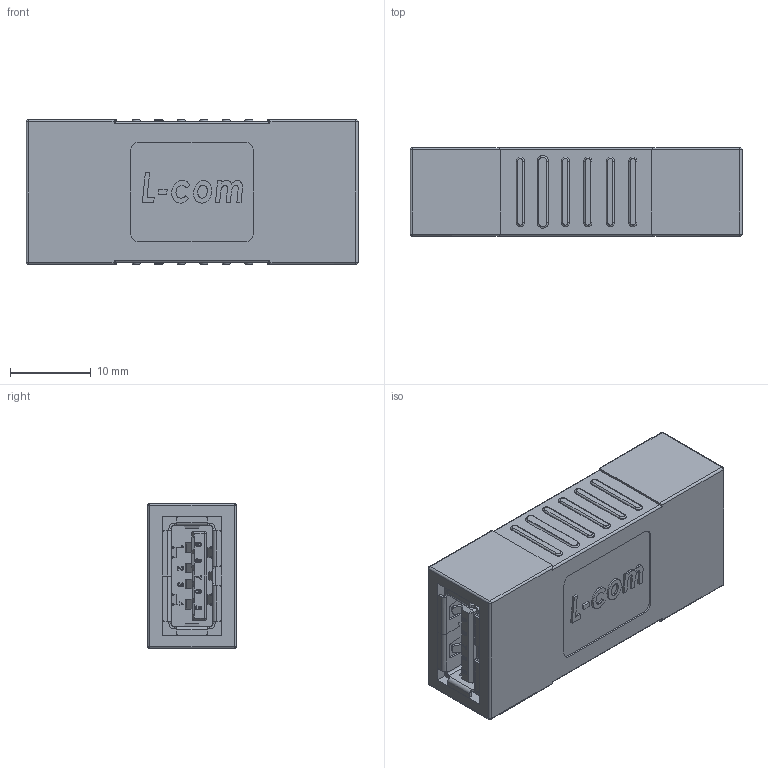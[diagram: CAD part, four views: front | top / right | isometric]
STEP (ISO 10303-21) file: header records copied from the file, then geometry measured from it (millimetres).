
FILE_DESCRIPTION (( 'STEP AP214' ), '1' );
FILE_NAME ('UAD036FF_3D.STEP', '2021-06-17T13:07:03', ( '' ), ( '' ), 'SwSTEP 2.0', 'SolidWorks 2020', '' );
FILE_SCHEMA (( 'AUTOMOTIVE_DESIGN' ));
Length unit declared in the file: inch
Products named in the file (3): UAD036FF-MA1; 1AA05-057-OLD___; UAD036FF_3D
Assembly tree (3 placements, depth 2):
  UAD036FF_3D
    UAD036FF-MA1
    1AA05-057-OLD___  x2
Bounding box: 41.2 x 11 x 17.98 mm (x, y, z)
Volume: 7226.5 mm3; surface area: 7020.6 mm2
Topology: 3 solids, 3 shells, 1631 faces, 4449 edges, 2902 vertices
Faces by surface type: plane 864, cylinder 473, bspline 202, torus 80, sphere 8, cone 4
Entity records: 39212 total; most frequent: CARTESIAN_POINT 13651, ORIENTED_EDGE 5240, DIRECTION 4485, EDGE_CURVE 2620, LINE 1705, VECTOR 1705, VERTEX_POINT 1704, AXIS2_PLACEMENT_3D 1390
